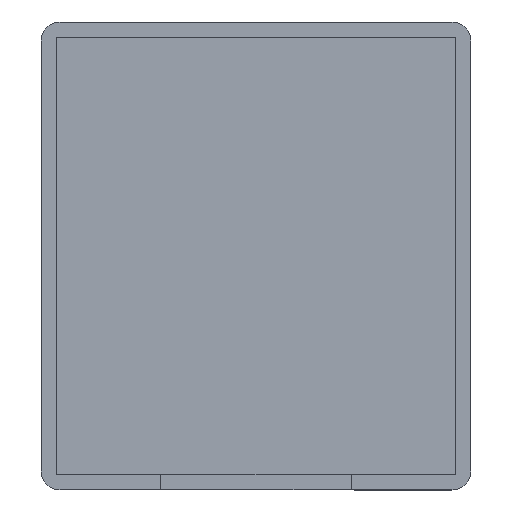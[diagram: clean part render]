
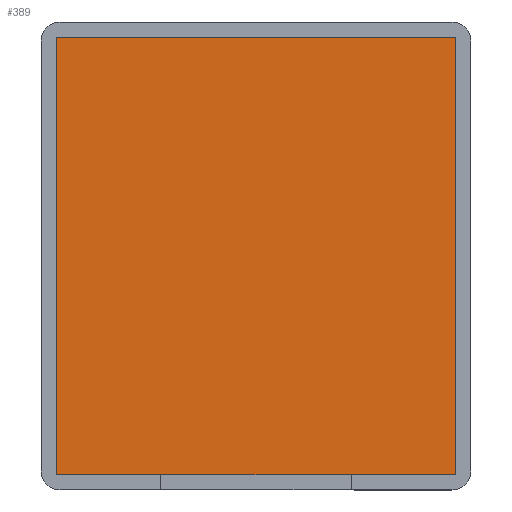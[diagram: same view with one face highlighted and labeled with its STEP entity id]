
A CAD part, front view. The second image highlights one B-rep face of the part: STEP entity #389.
In plain terms, the highlighted planar face has unit normal (0, -1, 0).
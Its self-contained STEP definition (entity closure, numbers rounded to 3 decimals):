
#46=FACE_OUTER_BOUND('',#66,.T.);
#66=EDGE_LOOP('',(#260,#261,#262,#263,#264,#265));
#86=LINE('',#580,#123);
#87=LINE('',#582,#124);
#88=LINE('',#584,#125);
#89=LINE('',#586,#126);
#90=LINE('',#588,#127);
#91=LINE('',#589,#128);
#123=VECTOR('',#471,10.);
#124=VECTOR('',#472,10.);
#125=VECTOR('',#473,10.);
#126=VECTOR('',#474,10.);
#127=VECTOR('',#475,10.);
#128=VECTOR('',#476,10.);
#160=VERTEX_POINT('',#578);
#161=VERTEX_POINT('',#579);
#162=VERTEX_POINT('',#581);
#163=VERTEX_POINT('',#583);
#164=VERTEX_POINT('',#585);
#165=VERTEX_POINT('',#587);
#201=EDGE_CURVE('',#160,#161,#86,.T.);
#202=EDGE_CURVE('',#161,#162,#87,.T.);
#203=EDGE_CURVE('',#163,#162,#88,.T.);
#204=EDGE_CURVE('',#163,#164,#89,.T.);
#205=EDGE_CURVE('',#164,#165,#90,.T.);
#206=EDGE_CURVE('',#165,#160,#91,.T.);
#260=ORIENTED_EDGE('',*,*,#201,.T.);
#261=ORIENTED_EDGE('',*,*,#202,.T.);
#262=ORIENTED_EDGE('',*,*,#203,.F.);
#263=ORIENTED_EDGE('',*,*,#204,.T.);
#264=ORIENTED_EDGE('',*,*,#205,.T.);
#265=ORIENTED_EDGE('',*,*,#206,.T.);
#378=PLANE('',#432);
#389=ADVANCED_FACE('',(#46),#378,.T.);
#432=AXIS2_PLACEMENT_3D('',#577,#469,#470);
#469=DIRECTION('center_axis',(0.,-1.,0.));
#470=DIRECTION('ref_axis',(0.,0.,-1.));
#471=DIRECTION('',(0.,0.,-1.));
#472=DIRECTION('',(1.,0.,0.));
#473=DIRECTION('',(-1.,0.,0.));
#474=DIRECTION('',(1.,0.,0.));
#475=DIRECTION('',(0.,0.,1.));
#476=DIRECTION('',(-1.,0.,0.));
#577=CARTESIAN_POINT('Origin',(6.227,11.126,20.636));
#578=CARTESIAN_POINT('',(-4.273,11.126,32.136));
#579=CARTESIAN_POINT('',(-4.273,11.126,9.136));
#580=CARTESIAN_POINT('',(-4.273,11.126,26.786));
#581=CARTESIAN_POINT('',(1.227,11.126,9.136));
#582=CARTESIAN_POINT('',(0.577,11.126,9.136));
#583=CARTESIAN_POINT('',(11.227,11.126,9.136));
#584=CARTESIAN_POINT('',(11.227,11.126,9.136));
#585=CARTESIAN_POINT('',(16.727,11.126,9.136));
#586=CARTESIAN_POINT('',(0.577,11.126,9.136));
#587=CARTESIAN_POINT('',(16.727,11.126,32.136));
#588=CARTESIAN_POINT('',(16.727,11.126,14.486));
#589=CARTESIAN_POINT('',(11.877,11.126,32.136));
